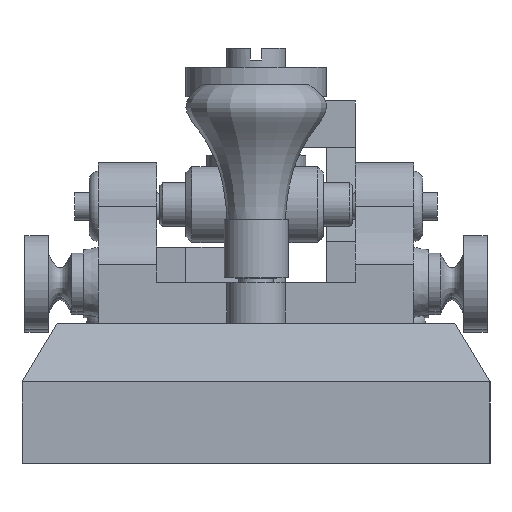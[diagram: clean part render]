
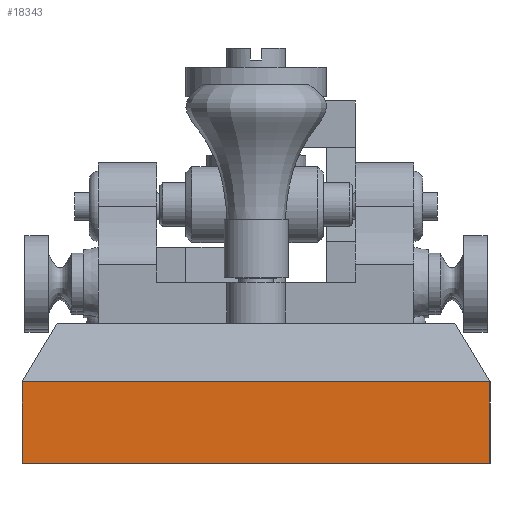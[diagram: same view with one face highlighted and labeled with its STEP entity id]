
A CAD part, front view. The second image highlights one B-rep face of the part: STEP entity #18343.
In plain terms, the highlighted face is planar.
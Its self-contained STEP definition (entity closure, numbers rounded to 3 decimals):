
#2197=PLANE('',#19237);
#3109=FACE_OUTER_BOUND('',#4231,.T.);
#4231=EDGE_LOOP('',(#16499,#16500,#16501,#16502));
#4599=LINE('',#23342,#6048);
#4608=LINE('',#23360,#6057);
#5677=LINE('',#34861,#7126);
#5705=LINE('',#34984,#7154);
#6048=VECTOR('',#19997,10.);
#6057=VECTOR('',#20014,10.);
#7126=VECTOR('',#21601,10.);
#7154=VECTOR('',#21761,10.);
#7795=VERTEX_POINT('',#23332);
#7798=VERTEX_POINT('',#23340);
#7803=VERTEX_POINT('',#23359);
#9116=VERTEX_POINT('',#34860);
#9624=EDGE_CURVE('',#7798,#7795,#4599,.T.);
#9633=EDGE_CURVE('',#7803,#7795,#4608,.T.);
#11598=EDGE_CURVE('',#9116,#7803,#5677,.T.);
#11651=EDGE_CURVE('',#9116,#7798,#5705,.T.);
#16499=ORIENTED_EDGE('',*,*,#9624,.F.);
#16500=ORIENTED_EDGE('',*,*,#11651,.F.);
#16501=ORIENTED_EDGE('',*,*,#11598,.T.);
#16502=ORIENTED_EDGE('',*,*,#9633,.T.);
#18343=ADVANCED_FACE('',(#3109),#2197,.T.);
#19237=AXIS2_PLACEMENT_3D('',#34985,#21762,#21763);
#19997=DIRECTION('',(0.,-1.,0.));
#20014=DIRECTION('',(0.,0.,1.));
#21601=DIRECTION('',(0.,-1.,0.));
#21761=DIRECTION('',(0.,0.,1.));
#21762=DIRECTION('center_axis',(-1.,0.,0.));
#21763=DIRECTION('ref_axis',(0.,-1.,0.));
#23332=CARTESIAN_POINT('',(0.,0.,14.));
#23340=CARTESIAN_POINT('',(0.,80.,14.));
#23342=CARTESIAN_POINT('',(0.,60.,14.));
#23359=CARTESIAN_POINT('',(0.,0.,0.));
#23360=CARTESIAN_POINT('',(0.,0.,0.));
#34860=CARTESIAN_POINT('',(0.,80.,0.));
#34861=CARTESIAN_POINT('',(0.,80.,0.));
#34984=CARTESIAN_POINT('',(0.,80.,0.));
#34985=CARTESIAN_POINT('Origin',(0.,80.,0.));
